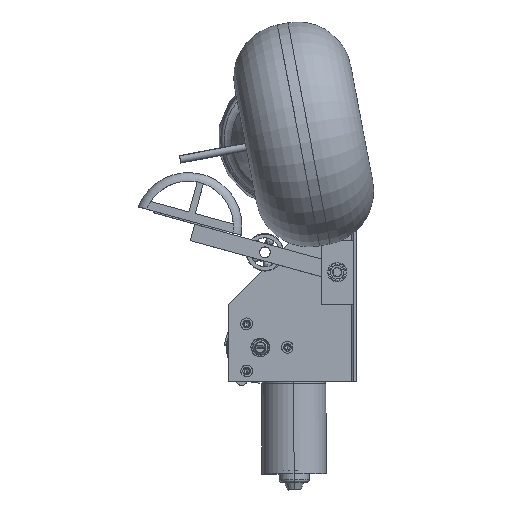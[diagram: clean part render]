
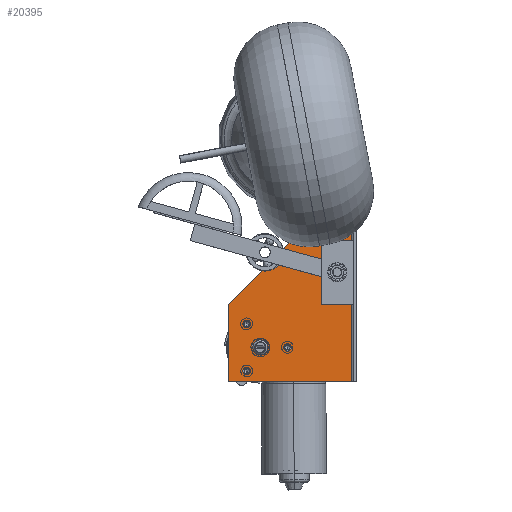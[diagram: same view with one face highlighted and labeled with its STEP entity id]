
A CAD part, top view. The second image highlights one B-rep face of the part: STEP entity #20395.
In plain terms, the highlighted planar face has unit normal (0, 0, 1).
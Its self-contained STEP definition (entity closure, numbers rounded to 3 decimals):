
#3613=FACE_BOUND('',#5493,.T.);
#3614=FACE_BOUND('',#5494,.T.);
#3615=FACE_BOUND('',#5495,.T.);
#3616=FACE_BOUND('',#5496,.T.);
#3746=CIRCLE('',#21544,3.5);
#3747=CIRCLE('',#21545,3.5);
#3748=CIRCLE('',#21547,3.5);
#3749=CIRCLE('',#21548,3.5);
#3750=CIRCLE('',#21550,3.5);
#3751=CIRCLE('',#21551,3.5);
#3752=CIRCLE('',#21553,7.5);
#4697=FACE_OUTER_BOUND('',#5492,.T.);
#5492=EDGE_LOOP('',(#15995,#15996,#15997,#15998,#15999));
#5493=EDGE_LOOP('',(#16000,#16001));
#5494=EDGE_LOOP('',(#16002,#16003));
#5495=EDGE_LOOP('',(#16004,#16005));
#5496=EDGE_LOOP('',(#16006));
#6404=LINE('',#28628,#8067);
#6410=LINE('',#28639,#8073);
#6418=LINE('',#28680,#8081);
#6419=LINE('',#28682,#8082);
#6420=LINE('',#28683,#8083);
#8067=VECTOR('',#23348,10.);
#8073=VECTOR('',#23356,10.);
#8081=VECTOR('',#23400,10.);
#8082=VECTOR('',#23401,10.);
#8083=VECTOR('',#23402,10.);
#9730=VERTEX_POINT('',#28626);
#9731=VERTEX_POINT('',#28627);
#9735=VERTEX_POINT('',#28637);
#9743=VERTEX_POINT('',#28657);
#9744=VERTEX_POINT('',#28658);
#9745=VERTEX_POINT('',#28663);
#9746=VERTEX_POINT('',#28664);
#9747=VERTEX_POINT('',#28669);
#9748=VERTEX_POINT('',#28670);
#9749=VERTEX_POINT('',#28675);
#9750=VERTEX_POINT('',#28679);
#9751=VERTEX_POINT('',#28681);
#12720=EDGE_CURVE('',#9730,#9731,#6404,.T.);
#12726=EDGE_CURVE('',#9735,#9730,#6410,.T.);
#12735=EDGE_CURVE('',#9743,#9744,#3746,.T.);
#12736=EDGE_CURVE('',#9744,#9743,#3747,.T.);
#12738=EDGE_CURVE('',#9745,#9746,#3748,.T.);
#12739=EDGE_CURVE('',#9746,#9745,#3749,.T.);
#12741=EDGE_CURVE('',#9747,#9748,#3750,.T.);
#12742=EDGE_CURVE('',#9748,#9747,#3751,.T.);
#12745=EDGE_CURVE('',#9749,#9749,#3752,.T.);
#12746=EDGE_CURVE('',#9735,#9750,#6418,.T.);
#12747=EDGE_CURVE('',#9750,#9751,#6419,.T.);
#12748=EDGE_CURVE('',#9751,#9731,#6420,.T.);
#15995=ORIENTED_EDGE('',*,*,#12720,.F.);
#15996=ORIENTED_EDGE('',*,*,#12726,.F.);
#15997=ORIENTED_EDGE('',*,*,#12746,.T.);
#15998=ORIENTED_EDGE('',*,*,#12747,.T.);
#15999=ORIENTED_EDGE('',*,*,#12748,.T.);
#16000=ORIENTED_EDGE('',*,*,#12735,.T.);
#16001=ORIENTED_EDGE('',*,*,#12736,.T.);
#16002=ORIENTED_EDGE('',*,*,#12738,.T.);
#16003=ORIENTED_EDGE('',*,*,#12739,.T.);
#16004=ORIENTED_EDGE('',*,*,#12741,.T.);
#16005=ORIENTED_EDGE('',*,*,#12742,.T.);
#16006=ORIENTED_EDGE('',*,*,#12745,.T.);
#19998=PLANE('',#21554);
#20395=ADVANCED_FACE('',(#4697,#3613,#3614,#3615,#3616),#19998,.F.);
#21544=AXIS2_PLACEMENT_3D('',#28659,#23374,#23375);
#21545=AXIS2_PLACEMENT_3D('',#28660,#23376,#23377);
#21547=AXIS2_PLACEMENT_3D('',#28665,#23381,#23382);
#21548=AXIS2_PLACEMENT_3D('',#28666,#23383,#23384);
#21550=AXIS2_PLACEMENT_3D('',#28671,#23388,#23389);
#21551=AXIS2_PLACEMENT_3D('',#28672,#23390,#23391);
#21553=AXIS2_PLACEMENT_3D('',#28677,#23396,#23397);
#21554=AXIS2_PLACEMENT_3D('',#28678,#23398,#23399);
#23348=DIRECTION('',(0.707,0.707,0.));
#23356=DIRECTION('',(0.,1.,0.));
#23374=DIRECTION('center_axis',(0.,0.,-1.));
#23375=DIRECTION('ref_axis',(1.,0.,0.));
#23376=DIRECTION('center_axis',(0.,0.,-1.));
#23377=DIRECTION('ref_axis',(1.,0.,0.));
#23381=DIRECTION('center_axis',(0.,0.,-1.));
#23382=DIRECTION('ref_axis',(1.,0.,0.));
#23383=DIRECTION('center_axis',(0.,0.,-1.));
#23384=DIRECTION('ref_axis',(1.,0.,0.));
#23388=DIRECTION('center_axis',(0.,0.,-1.));
#23389=DIRECTION('ref_axis',(1.,0.,0.));
#23390=DIRECTION('center_axis',(0.,0.,-1.));
#23391=DIRECTION('ref_axis',(1.,0.,0.));
#23396=DIRECTION('center_axis',(0.,0.,-1.));
#23397=DIRECTION('ref_axis',(-1.,0.,0.));
#23398=DIRECTION('center_axis',(0.,0.,-1.));
#23399=DIRECTION('ref_axis',(-1.,0.,0.));
#23400=DIRECTION('',(1.,0.,0.));
#23401=DIRECTION('',(0.,1.,0.));
#23402=DIRECTION('',(-1.,0.,0.));
#28626=CARTESIAN_POINT('',(-120.,70.,3.2));
#28627=CARTESIAN_POINT('',(-40.,150.,3.2));
#28628=CARTESIAN_POINT('',(-88.75,101.25,3.2));
#28637=CARTESIAN_POINT('',(-120.,-2.,3.2));
#28639=CARTESIAN_POINT('',(-120.,0.,3.2));
#28657=CARTESIAN_POINT('',(-99.2,8.003,3.2));
#28658=CARTESIAN_POINT('',(-106.2,8.003,3.2));
#28659=CARTESIAN_POINT('Origin',(-102.7,8.003,3.2));
#28660=CARTESIAN_POINT('Origin',(-102.7,8.003,3.2));
#28663=CARTESIAN_POINT('',(-99.2,51.997,3.2));
#28664=CARTESIAN_POINT('',(-106.2,51.997,3.2));
#28665=CARTESIAN_POINT('Origin',(-102.7,51.997,3.2));
#28666=CARTESIAN_POINT('Origin',(-102.7,51.997,3.2));
#28669=CARTESIAN_POINT('',(-61.1,30.,3.2));
#28670=CARTESIAN_POINT('',(-68.1,30.,3.2));
#28671=CARTESIAN_POINT('Origin',(-64.6,30.,3.2));
#28672=CARTESIAN_POINT('Origin',(-64.6,30.,3.2));
#28675=CARTESIAN_POINT('',(-82.5,30.,3.2));
#28677=CARTESIAN_POINT('Origin',(-90.,30.,3.2));
#28678=CARTESIAN_POINT('Origin',(-5.,0.,3.2));
#28679=CARTESIAN_POINT('',(-5.,-2.,3.2));
#28680=CARTESIAN_POINT('',(-5.,-2.,3.2));
#28681=CARTESIAN_POINT('',(-5.,150.,3.2));
#28682=CARTESIAN_POINT('',(-5.,0.,3.2));
#28683=CARTESIAN_POINT('',(-5.,150.,3.2));
